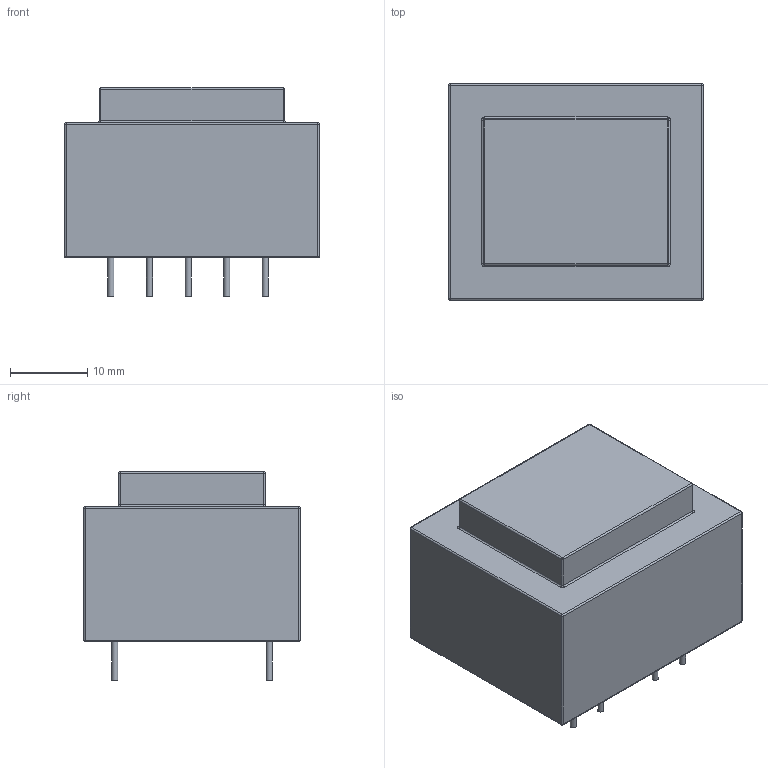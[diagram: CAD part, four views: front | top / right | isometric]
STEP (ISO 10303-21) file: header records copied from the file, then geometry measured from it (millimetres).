
FILE_DESCRIPTION(('FreeCAD Model'),'2;1');
FILE_NAME('TEZ1_5_D_6.step','2015-07-16T17:11:38',( 'Author'),(''),'Open CASCADE STEP processor 6.9','FreeCAD','Unknown' );
FILE_SCHEMA(('AUTOMOTIVE_DESIGN { 1 0 10303 214 1 1 1 1 }'));
Length unit declared in the file: millimetre
Products named in the file (1): Final
Bounding box: 33 x 28 x 27 mm (x, y, z)
Volume: 18241.8 mm3; surface area: 4439.8 mm2
Topology: 1 solids, 1 shells, 69 faces, 139 edges, 70 vertices
Faces by surface type: cylinder 33, plane 20, sphere 12, torus 4
Full cylindrical faces by diameter (mm): 0.8 x9
Entity records: 3769 total; most frequent: CARTESIAN_POINT 597, DIRECTION 525, ORIENTED_EDGE 254, PCURVE 254, DEFINITIONAL_REPRESENTATION 254, LINE 225, VECTOR 225, AXIS2_PLACEMENT_3D 140
